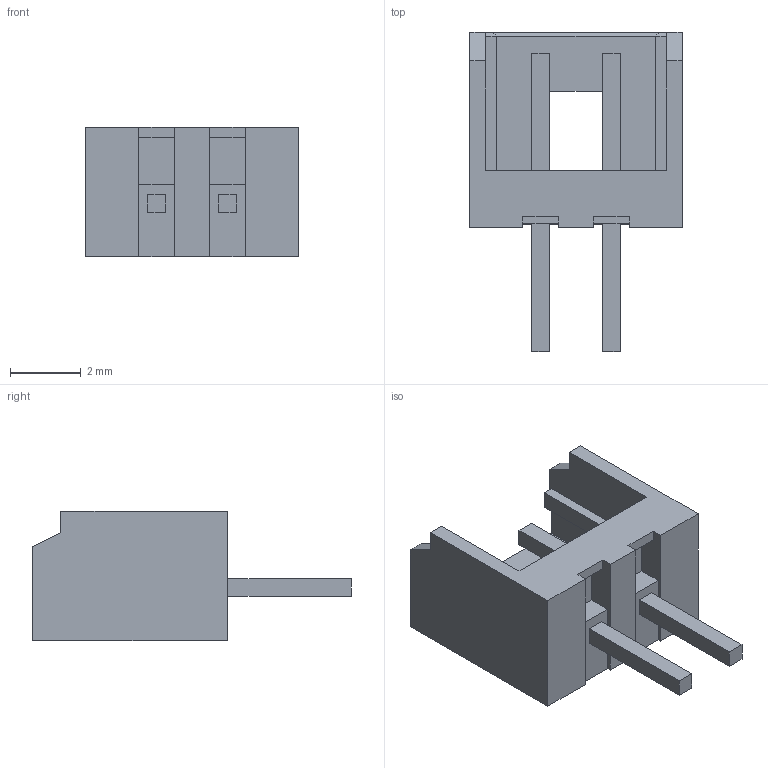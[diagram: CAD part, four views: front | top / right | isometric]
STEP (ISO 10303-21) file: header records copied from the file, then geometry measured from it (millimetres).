
FILE_DESCRIPTION(('STEP AP242'),'1');
FILE_NAME('53253-0270.stp','2021-01-25T19:43:17',('TraceParts'),('TraceParts S.A.'),'Spatial InterOp 3D',' ',' ');
FILE_SCHEMA(('AP242_MANAGED_MODEL_BASED_3D_ENGINEERING_MIM_LF {1 0 10303 442 1 1 4}'));
Length unit declared in the file: millimetre
Products named in the file (1): 53253-0270_1
Bounding box: 6 x 9 x 3.65 mm (x, y, z)
Volume: 54.8 mm3; surface area: 213.2 mm2
Topology: 1 solids, 1 shells, 86 faces, 238 edges, 168 vertices
Faces by surface type: plane 86
Entity records: 2690 total; most frequent: CARTESIAN_POINT 472, ORIENTED_EDGE 454, DIRECTION 418, LINE 234, VECTOR 234, EDGE_CURVE 227, VERTEX_POINT 146, AXIS2_PLACEMENT_3D 92
